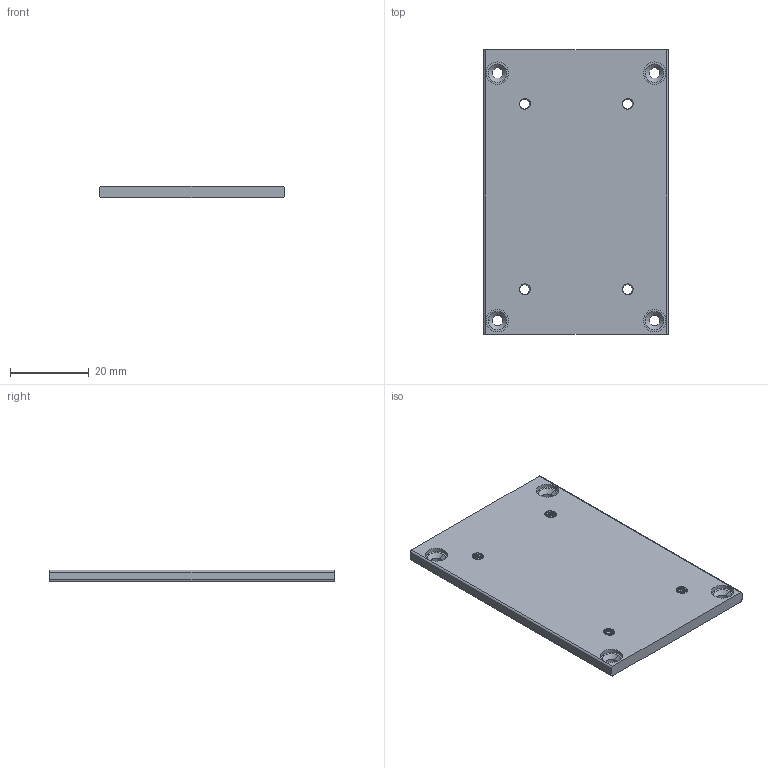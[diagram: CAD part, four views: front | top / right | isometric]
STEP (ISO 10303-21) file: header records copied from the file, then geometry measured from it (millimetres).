
FILE_DESCRIPTION (( 'STEP AP203' ), '1' );
FILE_NAME ('plaque alu.STEP', '2019-07-10T08:12:37', ( '' ), ( '' ), 'SwSTEP 2.0', 'SolidWorks 2017', '' );
FILE_SCHEMA (( 'CONFIG_CONTROL_DESIGN' ));
Length unit declared in the file: millimetre
Products named in the file (1): plaque alu
Bounding box: 47 x 72.5 x 3 mm (x, y, z)
Volume: 9966.9 mm3; surface area: 7669.6 mm2
Topology: 1 solids, 1 shells, 102 faces, 280 edges, 184 vertices
Faces by surface type: cylinder 72, bspline 12, plane 10, cone 8
Entity records: 10205 total; most frequent: CARTESIAN_POINT 7887, ORIENTED_EDGE 560, DIRECTION 374, EDGE_CURVE 280, VERTEX_POINT 184, AXIS2_PLACEMENT_3D 143, EDGE_LOOP 122, ADVANCED_FACE 102
